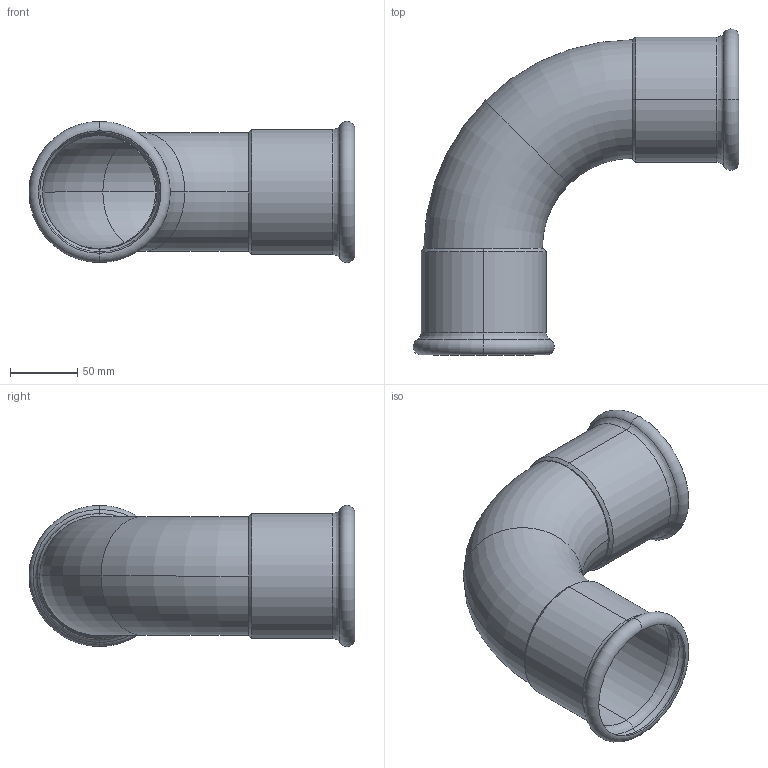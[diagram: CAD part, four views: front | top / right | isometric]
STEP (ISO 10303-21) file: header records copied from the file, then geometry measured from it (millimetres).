
FILE_DESCRIPTION (( 'STEP AP203' ), '1' );
FILE_NAME ('3D_P702_88.9_141109580.STEP', '2024-11-16T11:01:40', ( '' ), ( '' ), 'SwSTEP 2.0', 'SolidWorks 2023', '' );
FILE_SCHEMA (( 'CONFIG_CONTROL_DESIGN' ));
Length unit declared in the file: millimetre
Products named in the file (1): 3D_P702_88.9_141109580
Bounding box: 242 x 242 x 104.9 mm (x, y, z)
Volume: 192095.7 mm3; surface area: 194073.4 mm2
Topology: 1 solids, 1 shells, 48 faces, 100 edges, 52 vertices
Faces by surface type: torus 24, cone 12, cylinder 8, plane 4
Entity records: 1353 total; most frequent: DIRECTION 278, CARTESIAN_POINT 201, ORIENTED_EDGE 200, AXIS2_PLACEMENT_3D 129, EDGE_CURVE 100, CIRCLE 80, VERTEX_POINT 52, FACE_OUTER_BOUND 48
